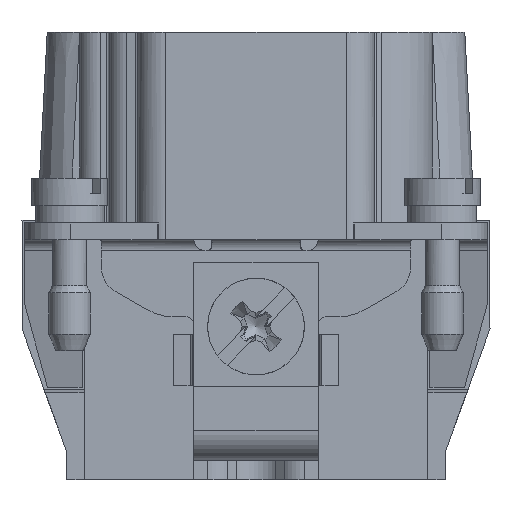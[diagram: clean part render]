
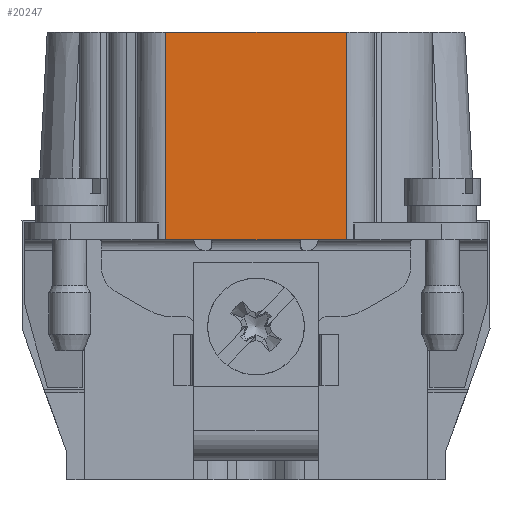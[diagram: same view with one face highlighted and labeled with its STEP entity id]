
A CAD part, left-side view. The second image highlights one B-rep face of the part: STEP entity #20247.
In plain terms, the highlighted planar face has unit normal (-1, 0, 0).
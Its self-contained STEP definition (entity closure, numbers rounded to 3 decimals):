
#17861=FACE_OUTER_BOUND('',#25197,.T.);
#20247=ADVANCED_FACE('',(#17861),#22805,.F.);
#22805=PLANE('',#69760);
#25197=EDGE_LOOP('',(#30339,#30340,#30341,#30342));
#30339=ORIENTED_EDGE('',*,*,#47511,.F.);
#30340=ORIENTED_EDGE('',*,*,#49119,.T.);
#30341=ORIENTED_EDGE('',*,*,#48929,.F.);
#30342=ORIENTED_EDGE('',*,*,#49120,.T.);
#42655=VERTEX_POINT('',#84972);
#42657=VERTEX_POINT('',#84975);
#43845=VERTEX_POINT('',#88395);
#43846=VERTEX_POINT('',#88397);
#47511=EDGE_CURVE('',#42655,#42657,#57913,.T.);
#48929=EDGE_CURVE('',#43845,#43846,#58901,.T.);
#49119=EDGE_CURVE('',#42655,#43846,#59049,.T.);
#49120=EDGE_CURVE('',#43845,#42657,#59050,.T.);
#57913=LINE('',#84974,#62019);
#58901=LINE('',#88396,#63007);
#59049=LINE('',#88772,#63155);
#59050=LINE('',#88773,#63156);
#62019=VECTOR('',#72757,1.);
#63007=VECTOR('',#74807,1.);
#63155=VECTOR('',#75179,1.);
#63156=VECTOR('',#75180,1.);
#69760=AXIS2_PLACEMENT_3D('',#88774,#75181,#75182);
#72757=DIRECTION('',(0.,1.,0.));
#74807=DIRECTION('',(0.,-1.,0.));
#75179=DIRECTION('',(0.,0.,1.));
#75180=DIRECTION('',(0.,0.,-1.));
#75181=DIRECTION('',(1.,0.,0.));
#75182=DIRECTION('',(0.,0.,1.));
#84972=CARTESIAN_POINT('',(-42.175,-6.55,0.));
#84974=CARTESIAN_POINT('',(-42.175,-0.075,0.));
#84975=CARTESIAN_POINT('',(-42.175,6.55,0.));
#88395=CARTESIAN_POINT('',(-42.175,6.55,15.));
#88396=CARTESIAN_POINT('',(-42.175,-8.55,15.));
#88397=CARTESIAN_POINT('',(-42.175,-6.55,15.));
#88772=CARTESIAN_POINT('',(-42.175,-6.55,15.));
#88773=CARTESIAN_POINT('',(-42.175,6.55,15.));
#88774=CARTESIAN_POINT('',(-42.175,-8.55,15.));
